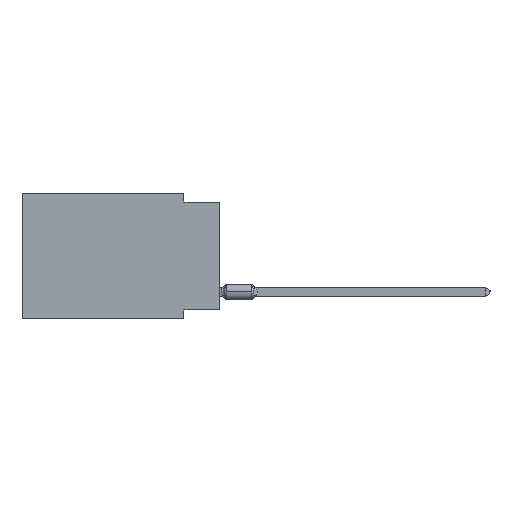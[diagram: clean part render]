
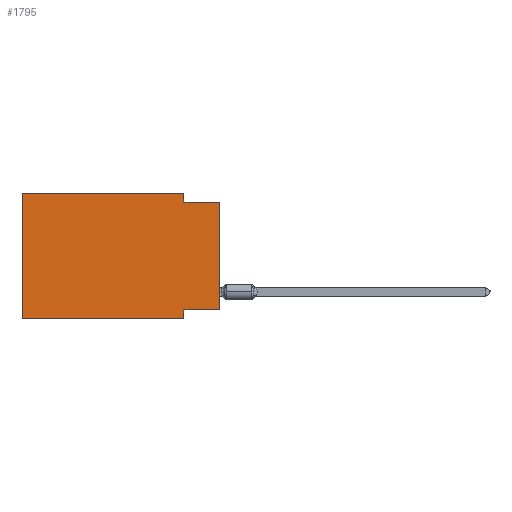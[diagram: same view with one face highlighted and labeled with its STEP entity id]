
A CAD part, left-side view. The second image highlights one B-rep face of the part: STEP entity #1795.
In plain terms, the highlighted planar face has unit normal (-1, 0, 0).
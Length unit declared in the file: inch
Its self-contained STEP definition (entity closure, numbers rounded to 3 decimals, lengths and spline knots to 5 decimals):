
#1179 = ORIENTED_EDGE ( 'NONE', *, *, #66098, .F. ) ;
#1795 = ADVANCED_FACE ( 'NONE', ( #45456 ), #52272, .F. ) ;
#1876 = EDGE_CURVE ( 'NONE', #81862, #46125, #39450, .T. ) ;
#1914 = ORIENTED_EDGE ( 'NONE', *, *, #49601, .F. ) ;
#4593 = DIRECTION ( 'NONE',  ( 0., 0., 1. ) ) ;
#4782 = LINE ( 'NONE', #70139, #27208 ) ;
#5087 = DIRECTION ( 'NONE',  ( 0., -1., 0. ) ) ;
#5501 = CARTESIAN_POINT ( 'NONE',  ( 0., 0., -0.025 ) ) ;
#7006 = DIRECTION ( 'NONE',  ( 1., 0., 0. ) ) ;
#14562 = EDGE_CURVE ( 'NONE', #74132, #39949, #71216, .T. ) ;
#15235 = ORIENTED_EDGE ( 'NONE', *, *, #1876, .F. ) ;
#15456 = VECTOR ( 'NONE', #24358, 39.37008 ) ;
#16844 = LINE ( 'NONE', #55278, #40728 ) ;
#18969 = VERTEX_POINT ( 'NONE', #49521 ) ;
#21988 = VECTOR ( 'NONE', #5087, 39.37008 ) ;
#22997 = EDGE_CURVE ( 'NONE', #74132, #18969, #51245, .T. ) ;
#24358 = DIRECTION ( 'NONE',  ( 0., -1., 0. ) ) ;
#24909 = EDGE_CURVE ( 'NONE', #44489, #18969, #29255, .T. ) ;
#24976 = DIRECTION ( 'NONE',  ( 0., 0., -1. ) ) ;
#27208 = VECTOR ( 'NONE', #37649, 39.37008 ) ;
#29255 = LINE ( 'NONE', #74957, #77078 ) ;
#30202 = AXIS2_PLACEMENT_3D ( 'NONE', #51446, #7006, #78334 ) ;
#30770 = CARTESIAN_POINT ( 'NONE',  ( 0., 0.55, -0.35 ) ) ;
#31683 = EDGE_CURVE ( 'NONE', #71768, #77638, #4782, .T. ) ;
#32816 = LINE ( 'NONE', #38789, #81185 ) ;
#37230 = ORIENTED_EDGE ( 'NONE', *, *, #31683, .T. ) ;
#37336 = CARTESIAN_POINT ( 'NONE',  ( 0., 0.1, -0.025 ) ) ;
#37649 = DIRECTION ( 'NONE',  ( 0., 0., 1. ) ) ;
#37785 = CARTESIAN_POINT ( 'NONE',  ( 0., 0.1, 0. ) ) ;
#38789 = CARTESIAN_POINT ( 'NONE',  ( 0., 0., -0.325 ) ) ;
#39217 = DIRECTION ( 'NONE',  ( 0., 1., 0. ) ) ;
#39450 = LINE ( 'NONE', #37785, #80678 ) ;
#39949 = VERTEX_POINT ( 'NONE', #84185 ) ;
#40728 = VECTOR ( 'NONE', #54845, 39.37008 ) ;
#42057 = DIRECTION ( 'NONE',  ( 0., 0., -1. ) ) ;
#42141 = CARTESIAN_POINT ( 'NONE',  ( 0., 0.1, -0.325 ) ) ;
#43495 = VECTOR ( 'NONE', #4593, 39.37008 ) ;
#43863 = CARTESIAN_POINT ( 'NONE',  ( 0., 0.55, 0. ) ) ;
#44489 = VERTEX_POINT ( 'NONE', #42141 ) ;
#45456 = FACE_OUTER_BOUND ( 'NONE', #73871, .T. ) ;
#46125 = VERTEX_POINT ( 'NONE', #37336 ) ;
#49521 = CARTESIAN_POINT ( 'NONE',  ( 0., 0.1, -0.35 ) ) ;
#49601 = EDGE_CURVE ( 'NONE', #71768, #44489, #32816, .T. ) ;
#51245 = LINE ( 'NONE', #30770, #15456 ) ;
#51446 = CARTESIAN_POINT ( 'NONE',  ( 0., 0.55, 0. ) ) ;
#51450 = CARTESIAN_POINT ( 'NONE',  ( 0., 0., -0.325 ) ) ;
#52272 = PLANE ( 'NONE',  #30202 ) ;
#54845 = DIRECTION ( 'NONE',  ( 0., -1., 0. ) ) ;
#55278 = CARTESIAN_POINT ( 'NONE',  ( 0., 0.55, 0. ) ) ;
#57710 = CARTESIAN_POINT ( 'NONE',  ( 0., 0., -0.025 ) ) ;
#58872 = LINE ( 'NONE', #5501, #21988 ) ;
#59402 = ORIENTED_EDGE ( 'NONE', *, *, #24909, .F. ) ;
#60423 = ORIENTED_EDGE ( 'NONE', *, *, #14562, .F. ) ;
#66098 = EDGE_CURVE ( 'NONE', #39949, #81862, #16844, .T. ) ;
#67634 = EDGE_CURVE ( 'NONE', #46125, #77638, #58872, .T. ) ;
#70139 = CARTESIAN_POINT ( 'NONE',  ( 0., 0., 0. ) ) ;
#71071 = ORIENTED_EDGE ( 'NONE', *, *, #22997, .T. ) ;
#71216 = LINE ( 'NONE', #43863, #43495 ) ;
#71768 = VERTEX_POINT ( 'NONE', #51450 ) ;
#73458 = ORIENTED_EDGE ( 'NONE', *, *, #67634, .F. ) ;
#73871 = EDGE_LOOP ( 'NONE', ( #37230, #73458, #15235, #1179, #60423, #71071, #59402, #1914 ) ) ;
#74132 = VERTEX_POINT ( 'NONE', #75110 ) ;
#74957 = CARTESIAN_POINT ( 'NONE',  ( 0., 0.1, -0.35 ) ) ;
#75110 = CARTESIAN_POINT ( 'NONE',  ( 0., 0.55, -0.35 ) ) ;
#77078 = VECTOR ( 'NONE', #42057, 39.37008 ) ;
#77638 = VERTEX_POINT ( 'NONE', #57710 ) ;
#78334 = DIRECTION ( 'NONE',  ( 0., 0., -1. ) ) ;
#80678 = VECTOR ( 'NONE', #24976, 39.37008 ) ;
#81185 = VECTOR ( 'NONE', #39217, 39.37008 ) ;
#81862 = VERTEX_POINT ( 'NONE', #82562 ) ;
#82562 = CARTESIAN_POINT ( 'NONE',  ( 0., 0.1, 0. ) ) ;
#84185 = CARTESIAN_POINT ( 'NONE',  ( 0., 0.55, 0. ) ) ;
